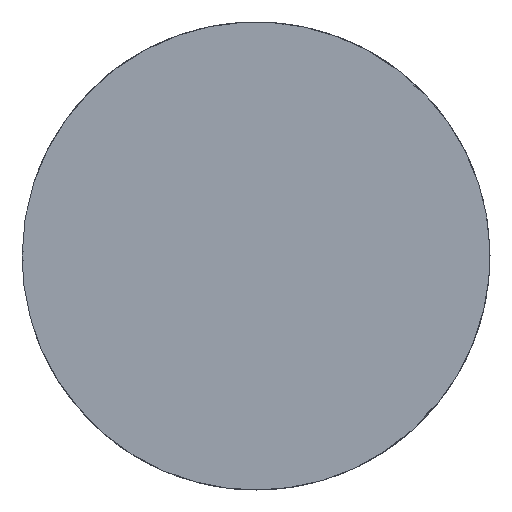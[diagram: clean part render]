
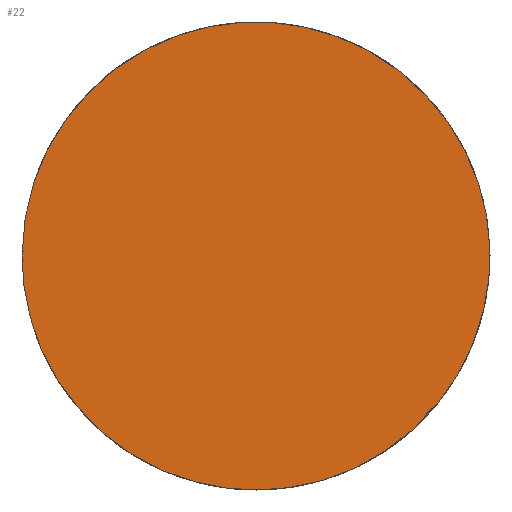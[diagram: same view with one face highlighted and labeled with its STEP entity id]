
A CAD part, left-side view. The second image highlights one B-rep face of the part: STEP entity #22.
In plain terms, the highlighted free-form (B-spline) face has degree [1, 1] with [2, 2] control points.
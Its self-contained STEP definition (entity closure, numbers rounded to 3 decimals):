
#1 = CARTESIAN_POINT ('', (-87., 6., 0.));
#2 = VERTEX_POINT ('', #1);
#3 = CARTESIAN_POINT ('', (-87., 6., 0.));
#4 = CARTESIAN_POINT ('', (-87., 6., 6.));
#5 = CARTESIAN_POINT ('', (-87., 0., 6.));
#6 = CARTESIAN_POINT ('', (-87., -6., 6.));
#7 = CARTESIAN_POINT ('', (-87., -6., 0.));
#8 = CARTESIAN_POINT ('', (-87., -6., -6.));
#9 = CARTESIAN_POINT ('', (-87., 0., -6.));
#10 = CARTESIAN_POINT ('', (-87., 6., -6.));
#11 = CARTESIAN_POINT ('', (-87., 6., 0.));
#12 = (
   BOUNDED_CURVE ()
   B_SPLINE_CURVE (2, (#3, #4, #5, #6, #7, #8, #9, #10, #11), .UNSPECIFIED., .T., .U.)
   B_SPLINE_CURVE_WITH_KNOTS ((3, 2, 2, 2, 3), (0., 0.25, 0.5, 0.75, 1.), .UNSPECIFIED.)
   CURVE ()
   GEOMETRIC_REPRESENTATION_ITEM ()
   RATIONAL_B_SPLINE_CURVE ((1., 0.707, 1., 0.707, 1., 0.707, 1., 0.707, 1.))
   REPRESENTATION_ITEM ('')
);
#13 = EDGE_CURVE ('', #2, #2, #12, .T.);
#14 = ORIENTED_EDGE ('', *, *, #13, .F.);
#15 = EDGE_LOOP ('', (#14));
#16 = FACE_OUTER_BOUND ('', #15, .T.);
#17 = CARTESIAN_POINT ('', (-87., -9.334, -9.334));
#18 = CARTESIAN_POINT ('', (-87., 9.334, -9.334));
#19 = CARTESIAN_POINT ('', (-87., -9.334, 9.334));
#20 = CARTESIAN_POINT ('', (-87., 9.334, 9.334));
#21 = B_SPLINE_SURFACE_WITH_KNOTS ('', 1, 1, ((#17, #18), (#19, #20)), .UNSPECIFIED., .F., .F., .U., (2, 2), (2, 2), (0., 1.), (0., 1.), .UNSPECIFIED.);
#22 = ADVANCED_FACE ('', (#16), #21, .T.);
